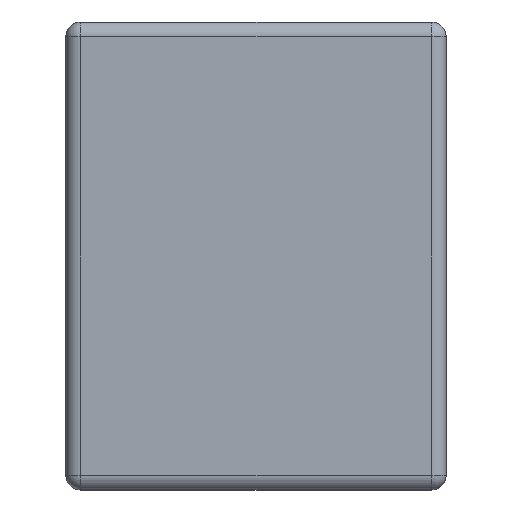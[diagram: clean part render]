
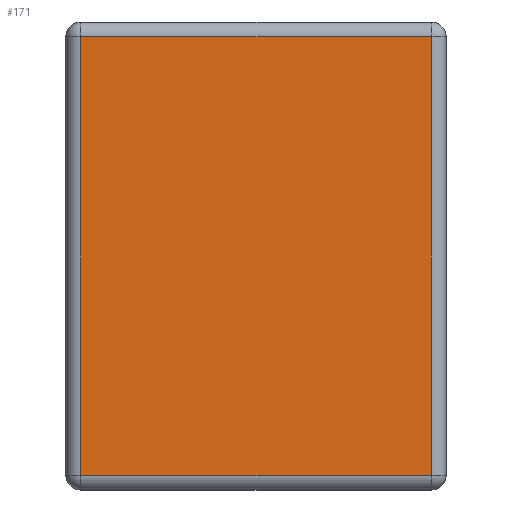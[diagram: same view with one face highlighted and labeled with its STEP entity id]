
A CAD part, left-side view. The second image highlights one B-rep face of the part: STEP entity #171.
In plain terms, the highlighted planar face has unit normal (-1, 0, 0).
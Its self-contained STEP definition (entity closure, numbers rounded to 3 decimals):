
#14 = EDGE_CURVE ( 'NONE', #1663, #107, #1839, .T. ) ;
#31 = CARTESIAN_POINT ( 'NONE',  ( -1.6, 1.3, 0.75 ) ) ;
#107 = VERTEX_POINT ( 'NONE', #335 ) ;
#111 = EDGE_CURVE ( 'NONE', #710, #1663, #501, .T. ) ;
#126 = EDGE_CURVE ( 'NONE', #107, #2685, #140, .T. ) ;
#130 = CARTESIAN_POINT ( 'NONE',  ( -1.6, 1.25, 0.75 ) ) ;
#140 = LINE ( 'NONE', #2728, #1911 ) ;
#171 = ADVANCED_FACE ( 'NONE', ( #1294 ), #1400, .F. ) ;
#252 = DIRECTION ( 'NONE',  ( 1., 0., 0. ) ) ;
#273 = CARTESIAN_POINT ( 'NONE',  ( -1.6, 1.3, 0.8 ) ) ;
#335 = CARTESIAN_POINT ( 'NONE',  ( -1.6, 0.05, -0.75 ) ) ;
#423 = ORIENTED_EDGE ( 'NONE', *, *, #954, .T. ) ;
#501 = LINE ( 'NONE', #835, #2185 ) ;
#506 = DIRECTION ( 'NONE',  ( 0., 0., -1. ) ) ;
#526 = CARTESIAN_POINT ( 'NONE',  ( -1.6, 1.25, -0.75 ) ) ;
#643 = VECTOR ( 'NONE', #1657, 1000. ) ;
#692 = DIRECTION ( 'NONE',  ( 0., 0., 1. ) ) ;
#710 = VERTEX_POINT ( 'NONE', #130 ) ;
#835 = CARTESIAN_POINT ( 'NONE',  ( -1.6, 1.25, -0.8 ) ) ;
#890 = ORIENTED_EDGE ( 'NONE', *, *, #126, .T. ) ;
#954 = EDGE_CURVE ( 'NONE', #2685, #710, #1362, .T. ) ;
#1294 = FACE_OUTER_BOUND ( 'NONE', #1596, .T. ) ;
#1362 = LINE ( 'NONE', #31, #643 ) ;
#1400 = PLANE ( 'NONE',  #1605 ) ;
#1596 = EDGE_LOOP ( 'NONE', ( #423, #1875, #2289, #890 ) ) ;
#1605 = AXIS2_PLACEMENT_3D ( 'NONE', #273, #252, #506 ) ;
#1657 = DIRECTION ( 'NONE',  ( 0., 1., 0. ) ) ;
#1663 = VERTEX_POINT ( 'NONE', #526 ) ;
#1839 = LINE ( 'NONE', #2197, #2902 ) ;
#1875 = ORIENTED_EDGE ( 'NONE', *, *, #111, .T. ) ;
#1911 = VECTOR ( 'NONE', #692, 1000. ) ;
#1972 = DIRECTION ( 'NONE',  ( 0., 0., -1. ) ) ;
#2185 = VECTOR ( 'NONE', #1972, 1000. ) ;
#2197 = CARTESIAN_POINT ( 'NONE',  ( -1.6, 1.3, -0.75 ) ) ;
#2207 = DIRECTION ( 'NONE',  ( 0., -1., 0. ) ) ;
#2289 = ORIENTED_EDGE ( 'NONE', *, *, #14, .T. ) ;
#2685 = VERTEX_POINT ( 'NONE', #2915 ) ;
#2728 = CARTESIAN_POINT ( 'NONE',  ( -1.6, 0.05, 0.8 ) ) ;
#2902 = VECTOR ( 'NONE', #2207, 1000. ) ;
#2915 = CARTESIAN_POINT ( 'NONE',  ( -1.6, 0.05, 0.75 ) ) ;
